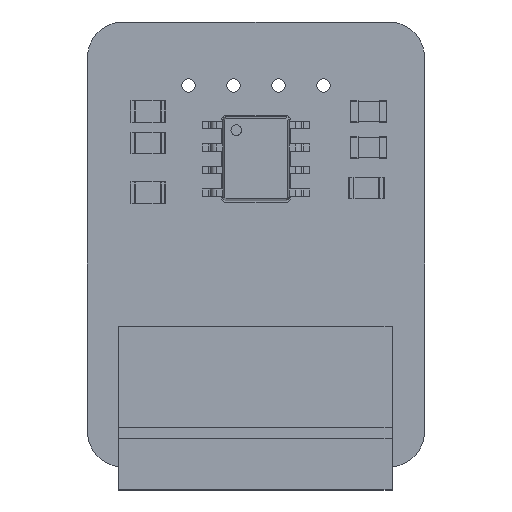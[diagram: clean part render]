
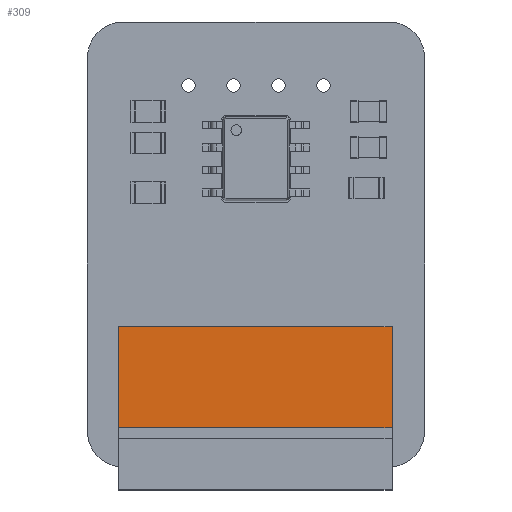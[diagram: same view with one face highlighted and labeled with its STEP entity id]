
A CAD part, top view. The second image highlights one B-rep face of the part: STEP entity #309.
In plain terms, the highlighted planar face has unit normal (0, 0, 1).
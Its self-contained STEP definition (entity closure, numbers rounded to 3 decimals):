
#81 = EDGE_CURVE('',#82,#84,#86,.T.);
#82 = VERTEX_POINT('',#83);
#83 = CARTESIAN_POINT('',(-2.45,1.2,7.25));
#84 = VERTEX_POINT('',#85);
#85 = CARTESIAN_POINT('',(-2.45,-4.5,7.25));
#86 = SURFACE_CURVE('',#87,(#91,#103),.PCURVE_S1.);
#87 = LINE('',#88,#89);
#88 = CARTESIAN_POINT('',(-2.45,1.2,7.25));
#89 = VECTOR('',#90,1.);
#90 = DIRECTION('',(0.,-1.,0.));
#91 = PCURVE('',#92,#97);
#92 = PLANE('',#93);
#93 = AXIS2_PLACEMENT_3D('',#94,#95,#96);
#94 = CARTESIAN_POINT('',(-2.45,-3.425,3.698));
#95 = DIRECTION('',(-1.,0.,0.));
#96 = DIRECTION('',(0.,0.,-1.));
#97 = DEFINITIONAL_REPRESENTATION('',(#98),#102);
#98 = LINE('',#99,#100);
#99 = CARTESIAN_POINT('',(-3.552,-4.625));
#100 = VECTOR('',#101,1.);
#101 = DIRECTION('',(0.,1.));
#102 = ( GEOMETRIC_REPRESENTATION_CONTEXT(2) 
PARAMETRIC_REPRESENTATION_CONTEXT() REPRESENTATION_CONTEXT('2D SPACE',''
  ) );
#103 = PCURVE('',#104,#109);
#104 = PLANE('',#105);
#105 = AXIS2_PLACEMENT_3D('',#106,#107,#108);
#106 = CARTESIAN_POINT('',(12.95,1.2,7.25));
#107 = DIRECTION('',(0.,0.,-1.));
#108 = DIRECTION('',(-1.,0.,0.));
#109 = DEFINITIONAL_REPRESENTATION('',(#110),#114);
#110 = LINE('',#111,#112);
#111 = CARTESIAN_POINT('',(15.4,0.));
#112 = VECTOR('',#113,1.);
#113 = DIRECTION('',(0.,-1.));
#114 = ( GEOMETRIC_REPRESENTATION_CONTEXT(2) 
PARAMETRIC_REPRESENTATION_CONTEXT() REPRESENTATION_CONTEXT('2D SPACE',''
  ) );
#132 = PLANE('',#133);
#133 = AXIS2_PLACEMENT_3D('',#134,#135,#136);
#134 = CARTESIAN_POINT('',(5.25,1.2,3.625));
#135 = DIRECTION('',(0.,-1.,0.));
#136 = DIRECTION('',(1.,0.,0.));
#298 = PLANE('',#299);
#299 = AXIS2_PLACEMENT_3D('',#300,#301,#302);
#300 = CARTESIAN_POINT('',(-2.45,-4.5,7.25));
#301 = DIRECTION('',(0.,-1.,0.));
#302 = DIRECTION('',(0.,0.,1.));
#309 = ADVANCED_FACE('',(#310),#104,.F.);
#310 = FACE_BOUND('',#311,.F.);
#311 = EDGE_LOOP('',(#312,#335,#363,#384));
#312 = ORIENTED_EDGE('',*,*,#313,.F.);
#313 = EDGE_CURVE('',#314,#82,#316,.T.);
#314 = VERTEX_POINT('',#315);
#315 = CARTESIAN_POINT('',(12.95,1.2,7.25));
#316 = SURFACE_CURVE('',#317,(#321,#328),.PCURVE_S1.);
#317 = LINE('',#318,#319);
#318 = CARTESIAN_POINT('',(12.95,1.2,7.25));
#319 = VECTOR('',#320,1.);
#320 = DIRECTION('',(-1.,0.,0.));
#321 = PCURVE('',#104,#322);
#322 = DEFINITIONAL_REPRESENTATION('',(#323),#327);
#323 = LINE('',#324,#325);
#324 = CARTESIAN_POINT('',(0.,0.));
#325 = VECTOR('',#326,1.);
#326 = DIRECTION('',(1.,0.));
#327 = ( GEOMETRIC_REPRESENTATION_CONTEXT(2) 
PARAMETRIC_REPRESENTATION_CONTEXT() REPRESENTATION_CONTEXT('2D SPACE',''
  ) );
#328 = PCURVE('',#132,#329);
#329 = DEFINITIONAL_REPRESENTATION('',(#330),#334);
#330 = LINE('',#331,#332);
#331 = CARTESIAN_POINT('',(7.7,3.625));
#332 = VECTOR('',#333,1.);
#333 = DIRECTION('',(-1.,0.));
#334 = ( GEOMETRIC_REPRESENTATION_CONTEXT(2) 
PARAMETRIC_REPRESENTATION_CONTEXT() REPRESENTATION_CONTEXT('2D SPACE',''
  ) );
#335 = ORIENTED_EDGE('',*,*,#336,.T.);
#336 = EDGE_CURVE('',#314,#337,#339,.T.);
#337 = VERTEX_POINT('',#338);
#338 = CARTESIAN_POINT('',(12.95,-4.5,7.25));
#339 = SURFACE_CURVE('',#340,(#344,#351),.PCURVE_S1.);
#340 = LINE('',#341,#342);
#341 = CARTESIAN_POINT('',(12.95,1.2,7.25));
#342 = VECTOR('',#343,1.);
#343 = DIRECTION('',(0.,-1.,0.));
#344 = PCURVE('',#104,#345);
#345 = DEFINITIONAL_REPRESENTATION('',(#346),#350);
#346 = LINE('',#347,#348);
#347 = CARTESIAN_POINT('',(0.,0.));
#348 = VECTOR('',#349,1.);
#349 = DIRECTION('',(0.,-1.));
#350 = ( GEOMETRIC_REPRESENTATION_CONTEXT(2) 
PARAMETRIC_REPRESENTATION_CONTEXT() REPRESENTATION_CONTEXT('2D SPACE',''
  ) );
#351 = PCURVE('',#352,#357);
#352 = PLANE('',#353);
#353 = AXIS2_PLACEMENT_3D('',#354,#355,#356);
#354 = CARTESIAN_POINT('',(12.95,-3.425,3.698));
#355 = DIRECTION('',(1.,0.,0.));
#356 = DIRECTION('',(0.,0.,1.));
#357 = DEFINITIONAL_REPRESENTATION('',(#358),#362);
#358 = LINE('',#359,#360);
#359 = CARTESIAN_POINT('',(3.552,-4.625));
#360 = VECTOR('',#361,1.);
#361 = DIRECTION('',(0.,1.));
#362 = ( GEOMETRIC_REPRESENTATION_CONTEXT(2) 
PARAMETRIC_REPRESENTATION_CONTEXT() REPRESENTATION_CONTEXT('2D SPACE',''
  ) );
#363 = ORIENTED_EDGE('',*,*,#364,.F.);
#364 = EDGE_CURVE('',#84,#337,#365,.T.);
#365 = SURFACE_CURVE('',#366,(#370,#377),.PCURVE_S1.);
#366 = LINE('',#367,#368);
#367 = CARTESIAN_POINT('',(-2.45,-4.5,7.25));
#368 = VECTOR('',#369,1.);
#369 = DIRECTION('',(1.,0.,0.));
#370 = PCURVE('',#104,#371);
#371 = DEFINITIONAL_REPRESENTATION('',(#372),#376);
#372 = LINE('',#373,#374);
#373 = CARTESIAN_POINT('',(15.4,-5.7));
#374 = VECTOR('',#375,1.);
#375 = DIRECTION('',(-1.,0.));
#376 = ( GEOMETRIC_REPRESENTATION_CONTEXT(2) 
PARAMETRIC_REPRESENTATION_CONTEXT() REPRESENTATION_CONTEXT('2D SPACE',''
  ) );
#377 = PCURVE('',#298,#378);
#378 = DEFINITIONAL_REPRESENTATION('',(#379),#383);
#379 = LINE('',#380,#381);
#380 = CARTESIAN_POINT('',(0.,0.));
#381 = VECTOR('',#382,1.);
#382 = DIRECTION('',(0.,-1.));
#383 = ( GEOMETRIC_REPRESENTATION_CONTEXT(2) 
PARAMETRIC_REPRESENTATION_CONTEXT() REPRESENTATION_CONTEXT('2D SPACE',''
  ) );
#384 = ORIENTED_EDGE('',*,*,#81,.F.);
